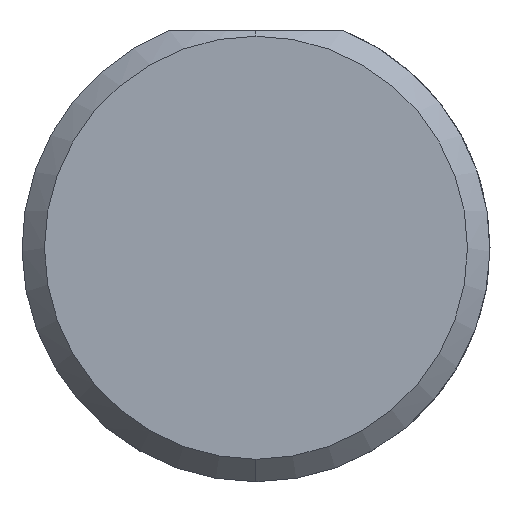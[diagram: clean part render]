
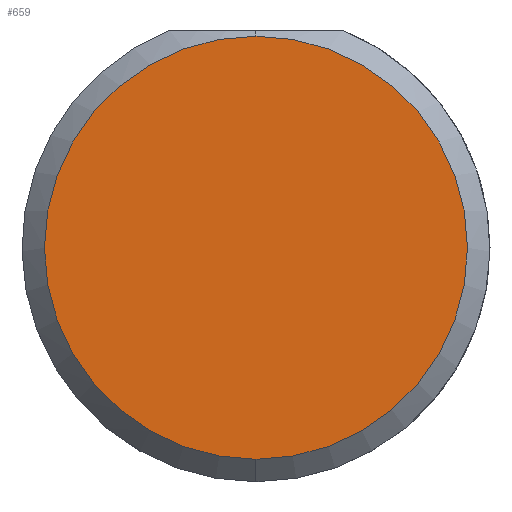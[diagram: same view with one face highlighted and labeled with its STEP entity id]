
A CAD part, left-side view. The second image highlights one B-rep face of the part: STEP entity #659.
In plain terms, the highlighted planar face has unit normal (-1, 0, 0).
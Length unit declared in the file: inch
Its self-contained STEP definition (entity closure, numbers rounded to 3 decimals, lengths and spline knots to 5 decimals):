
#48 = DIRECTION ( 'NONE',  ( 0., 0., 1. ) ) ;
#83 = FACE_OUTER_BOUND ( 'NONE', #604, .T. ) ;
#105 = DIRECTION ( 'NONE',  ( -1., 0., 0. ) ) ;
#108 = ORIENTED_EDGE ( 'NONE', *, *, #115, .T. ) ;
#115 = EDGE_CURVE ( 'NONE', #209, #642, #367, .T. ) ;
#144 = DIRECTION ( 'NONE',  ( 0., 0., 1. ) ) ;
#191 = DIRECTION ( 'NONE',  ( -1., 0., 0. ) ) ;
#197 = CARTESIAN_POINT ( 'NONE',  ( 0., 0., 0. ) ) ;
#209 = VERTEX_POINT ( 'NONE', #673 ) ;
#224 = CIRCLE ( 'NONE', #559, 0.1411 ) ;
#297 = DIRECTION ( 'NONE',  ( 0., 0., -1. ) ) ;
#345 = AXIS2_PLACEMENT_3D ( 'NONE', #197, #191, #144 ) ;
#348 = AXIS2_PLACEMENT_3D ( 'NONE', #355, #621, #297 ) ;
#355 = CARTESIAN_POINT ( 'NONE',  ( 0., 0., 0. ) ) ;
#367 = CIRCLE ( 'NONE', #345, 0.1411 ) ;
#402 = EDGE_CURVE ( 'NONE', #642, #209, #224, .T. ) ;
#475 = CARTESIAN_POINT ( 'NONE',  ( 0., 0., -0.1411 ) ) ;
#509 = CARTESIAN_POINT ( 'NONE',  ( 0., 0., 0. ) ) ;
#559 = AXIS2_PLACEMENT_3D ( 'NONE', #509, #105, #48 ) ;
#561 = ORIENTED_EDGE ( 'NONE', *, *, #402, .T. ) ;
#572 = PLANE ( 'NONE',  #348 ) ;
#604 = EDGE_LOOP ( 'NONE', ( #561, #108 ) ) ;
#621 = DIRECTION ( 'NONE',  ( 1., 0., 0. ) ) ;
#642 = VERTEX_POINT ( 'NONE', #475 ) ;
#659 = ADVANCED_FACE ( 'NONE', ( #83 ), #572, .F. ) ;
#673 = CARTESIAN_POINT ( 'NONE',  ( 0., 0., 0.1411 ) ) ;
